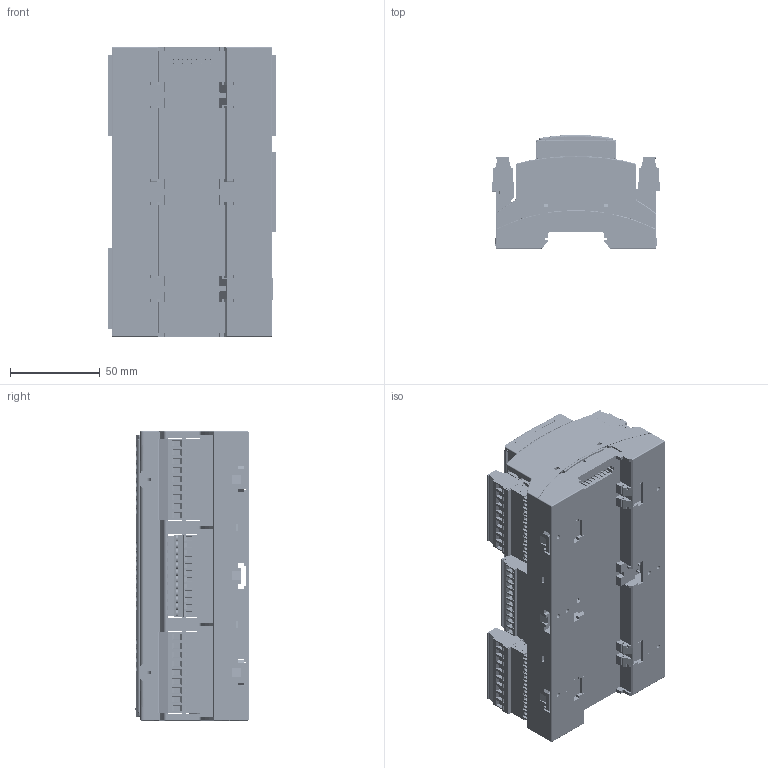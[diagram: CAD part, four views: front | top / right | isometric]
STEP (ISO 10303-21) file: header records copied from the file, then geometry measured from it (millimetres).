
FILE_DESCRIPTION(/* description */ (''),/* implementation_level */ '2;1');
FILE_NAME(/* name */ 'PL280-1AD_WEB.stp',/* time_stamp */ '2025-05-06T16:07:14+02:00',/* author */ ('ut3'),/* organization */ (''),/* preprocessor_version */ 'ST-DEVELOPER v20',/* originating_system */ 'Autodesk Inventor 2025',/* authorisation */ '');
FILE_SCHEMA (('AUTOMOTIVE_DESIGN { 1 0 10303 214 3 1 1 }'));
Products named in the file (1): Assieme PL280 Nyss_Semplifica_1
Bounding box: 93.99 x 63.42 x 161.65 mm (x, y, z)
Volume: 195162.1 mm3; surface area: 199391.5 mm2
Topology: 1 solids, 1 shells, 9721 faces, 26987 edges, 17442 vertices
Faces by surface type: plane 8297, cylinder 1130, bspline 118, cone 117, torus 47, sphere 12
Full cylindrical faces by diameter (mm): 0.45 x8, 0.889 x12, 1 x18, 1.016 x4, 1.397 x17, 1.524 x4, 1.651 x2, 1.778 x36, 2 x2, 2.4 x16, 2.6 x36, 2.829 x36, 3 x17, 3.25 x2, 3.8 x36, 3.97 x36, 4 x3
Entity records: 331722 total; most frequent: CARTESIAN_POINT 70609, ORIENTED_EDGE 53958, DIRECTION 48548, EDGE_CURVE 26979, LINE 23936, VECTOR 23936, VERTEX_POINT 17442, AXIS2_PLACEMENT_3D 12306
